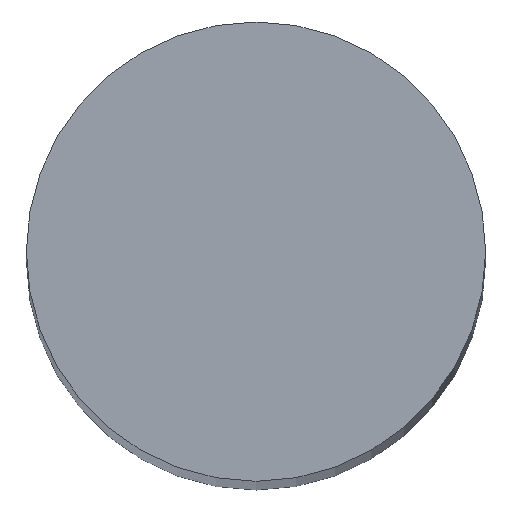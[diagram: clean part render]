
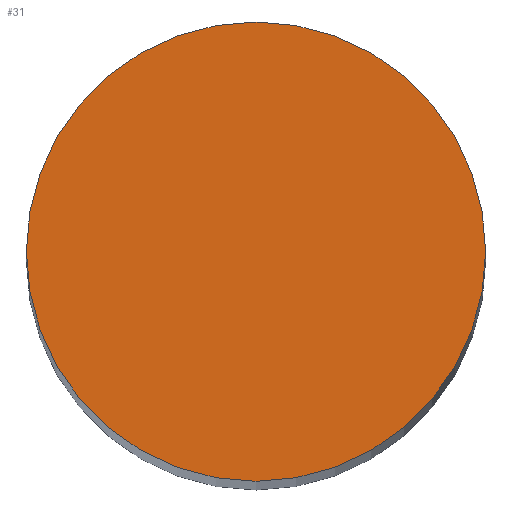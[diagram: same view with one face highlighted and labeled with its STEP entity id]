
A CAD part, top view. The second image highlights one B-rep face of the part: STEP entity #31.
In plain terms, the highlighted planar face has unit normal (0, 0, 1).
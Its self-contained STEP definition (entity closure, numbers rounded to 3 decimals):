
#31=ADVANCED_FACE('240[2]',(#63),#64,.T.);
#44=EDGE_CURVE('240[2]',#81,#81,#82,.T.);
#63=FACE_OUTER_BOUND('',#92,.T.);
#64=PLANE('',#93);
#81=VERTEX_POINT('',#114);
#82=CIRCLE('',#115,4.0);
#92=EDGE_LOOP('',(#118));
#93=AXIS2_PLACEMENT_3D('',#119,#120,#121);
#114=CARTESIAN_POINT('',(0.,4.,87.0));
#115=AXIS2_PLACEMENT_3D('',#137,#138,#139);
#118=ORIENTED_EDGE('',*,*,#44,.F.);
#119=CARTESIAN_POINT('',(0.,2.,87.0));
#120=DIRECTION('',(0.,0.,1.0));
#121=DIRECTION('',(1.0,0.,0.0));
#137=CARTESIAN_POINT('',(0.,0.,87.0));
#138=DIRECTION('',(0.,0.,-1.0));
#139=DIRECTION('',(0.,1.0,0.));
